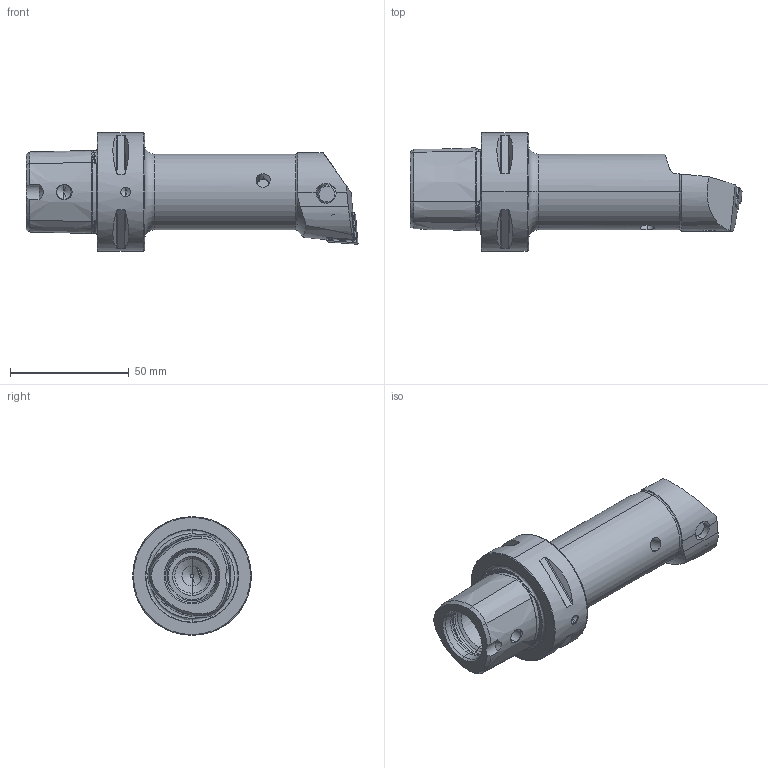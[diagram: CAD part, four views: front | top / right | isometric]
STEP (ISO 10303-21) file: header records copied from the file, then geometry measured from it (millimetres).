
FILE_DESCRIPTION (( 'STEP AP214' ), '1' );
FILE_NAME ('PS5.PCD.RLB.110.STEP', '2020-09-16T08:51:37', ( '' ), ( '' ), 'SwSTEP 2.0', 'SolidWorks 2017', '' );
FILE_SCHEMA (( 'AUTOMOTIVE_DESIGN' ));
Length unit declared in the file: millimetre
Products named in the file (8): KVT_MB_600_060; WCD-ER2.101.003_A; WCD-ER4.101.017_A; WCD-ER1.101.000; WCD-ER3.101.000_A; CNMG120404; PS5-PCD.RLB.110_A; PS5.PCD.RLB.110
Assembly tree (7 placements, depth 2):
  PS5.PCD.RLB.110
    PS5-PCD.RLB.110_A
    KVT_MB_600_060
    WCD-ER3.101.000_A
    CNMG120404
    WCD-ER2.101.003_A
    WCD-ER4.101.017_A
    WCD-ER1.101.000
Bounding box: 140 x 50 x 50 mm (x, y, z)
Volume: 113065.1 mm3; surface area: 26196 mm2
Topology: 9 solids, 9 shells, 362 faces, 871 edges, 520 vertices
Faces by surface type: cone 116, plane 96, cylinder 93, torus 42, bspline 13, sphere 2
Entity records: 11838 total; most frequent: CARTESIAN_POINT 3373, ORIENTED_EDGE 1700, DIRECTION 1692, EDGE_CURVE 850, AXIS2_PLACEMENT_3D 668, VERTEX_POINT 517, EDGE_LOOP 387, ADVANCED_FACE 362
